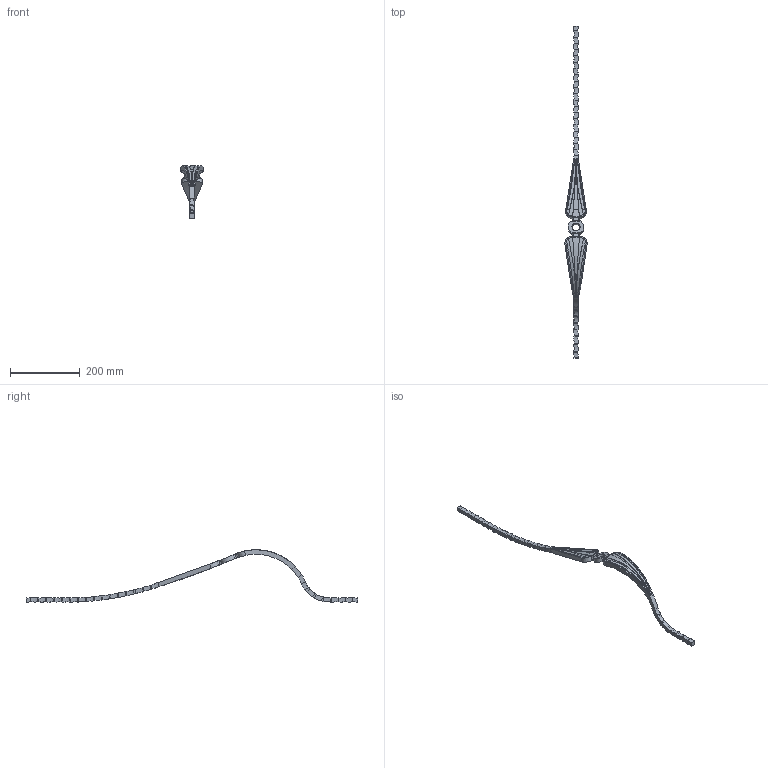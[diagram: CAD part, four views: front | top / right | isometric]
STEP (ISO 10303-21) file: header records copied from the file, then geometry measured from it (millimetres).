
FILE_DESCRIPTION (( 'STEP AP203' ), '1' );
FILE_NAME ('1745.STEP', '2022-07-15T09:03:47', ( '' ), ( '' ), 'SwSTEP 2.0', 'SolidWorks 2018', '' );
FILE_SCHEMA (( 'CONFIG_CONTROL_DESIGN' ));
Length unit declared in the file: millimetre
Products named in the file (1): 1745
Bounding box: 63.8 x 950 x 149.99 mm (x, y, z)
Volume: 279514.7 mm3; surface area: 77791.4 mm2
Topology: 1 solids, 2 shells, 507 faces, 1425 edges, 941 vertices
Faces by surface type: plane 217, cylinder 155, bspline 135
Full cylindrical faces by diameter (mm): 23 x1
Entity records: 23257 total; most frequent: CARTESIAN_POINT 11556, ORIENTED_EDGE 2848, DIRECTION 1735, EDGE_CURVE 1424, VERTEX_POINT 941, LINE 675, VECTOR 675, B_SPLINE_CURVE_WITH_KNOTS 586
